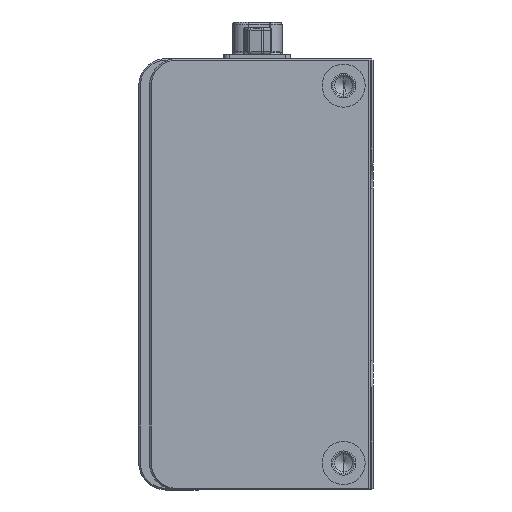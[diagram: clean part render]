
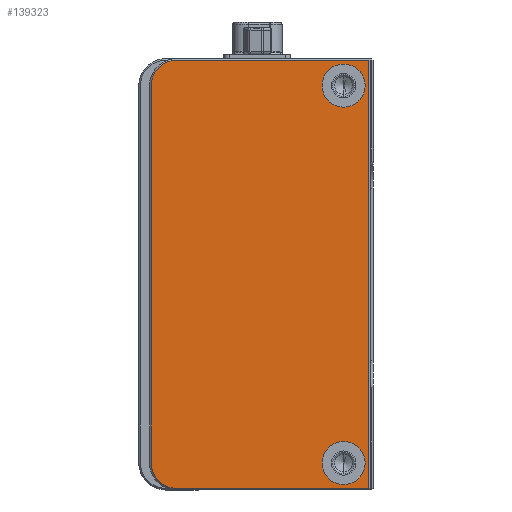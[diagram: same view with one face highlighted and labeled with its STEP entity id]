
A CAD part, left-side view. The second image highlights one B-rep face of the part: STEP entity #139323.
In plain terms, the highlighted planar face has unit normal (-1, 0, 0).
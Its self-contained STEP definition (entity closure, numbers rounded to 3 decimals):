
#23 = DIRECTION ( 'NONE',  ( 0., 0., -1. ) ) ;
#1608 = DIRECTION ( 'NONE',  ( -1., 0., 0. ) ) ;
#6777 = EDGE_LOOP ( 'NONE', ( #53948, #135668 ) ) ;
#8464 = VERTEX_POINT ( 'NONE', #49995 ) ;
#8709 = FACE_BOUND ( 'NONE', #65116, .T. ) ;
#11985 = CARTESIAN_POINT ( 'NONE',  ( 0., 0.8, -0.3 ) ) ;
#13963 = ORIENTED_EDGE ( 'NONE', *, *, #64530, .F. ) ;
#14624 = CIRCLE ( 'NONE', #64211, 4. ) ;
#16392 = ORIENTED_EDGE ( 'NONE', *, *, #63158, .T. ) ;
#19530 = CARTESIAN_POINT ( 'NONE',  ( 0., 5.5, -71. ) ) ;
#21208 = DIRECTION ( 'NONE',  ( 0., 0., 1. ) ) ;
#21493 = CARTESIAN_POINT ( 'NONE',  ( 0., 36.5, -75. ) ) ;
#24029 = CIRCLE ( 'NONE', #105300, 4.7 ) ;
#24536 = VERTEX_POINT ( 'NONE', #92009 ) ;
#24666 = DIRECTION ( 'NONE',  ( 0., 0., 1. ) ) ;
#24806 = VERTEX_POINT ( 'NONE', #109821 ) ;
#26555 = VERTEX_POINT ( 'NONE', #87841 ) ;
#27590 = VERTEX_POINT ( 'NONE', #133825 ) ;
#28255 = CIRCLE ( 'NONE', #32246, 4. ) ;
#31122 = DIRECTION ( 'NONE',  ( 0., 0., 1. ) ) ;
#32246 = AXIS2_PLACEMENT_3D ( 'NONE', #110204, #78058, #77119 ) ;
#33584 = EDGE_CURVE ( 'NONE', #130542, #136189, #72896, .T. ) ;
#35794 = ORIENTED_EDGE ( 'NONE', *, *, #95783, .F. ) ;
#36517 = ORIENTED_EDGE ( 'NONE', *, *, #67194, .T. ) ;
#39506 = CARTESIAN_POINT ( 'NONE',  ( 0., 0.5, -79.7 ) ) ;
#41134 = DIRECTION ( 'NONE',  ( 0., 0., 1. ) ) ;
#49995 = CARTESIAN_POINT ( 'NONE',  ( 0., 5.5, -1. ) ) ;
#52711 = VERTEX_POINT ( 'NONE', #133630 ) ;
#53948 = ORIENTED_EDGE ( 'NONE', *, *, #112009, .F. ) ;
#58483 = CIRCLE ( 'NONE', #100030, 4. ) ;
#59731 = EDGE_CURVE ( 'NONE', #52711, #128975, #98442, .T. ) ;
#60332 = VERTEX_POINT ( 'NONE', #19530 ) ;
#60366 = CIRCLE ( 'NONE', #105561, 4. ) ;
#63158 = EDGE_CURVE ( 'NONE', #136189, #27590, #138387, .T. ) ;
#63643 = CARTESIAN_POINT ( 'NONE',  ( 0., 5.5, -5. ) ) ;
#64211 = AXIS2_PLACEMENT_3D ( 'NONE', #66153, #1608, #68966 ) ;
#64530 = EDGE_CURVE ( 'NONE', #24806, #8464, #58483, .T. ) ;
#65116 = EDGE_LOOP ( 'NONE', ( #35794, #13963 ) ) ;
#66153 = CARTESIAN_POINT ( 'NONE',  ( 0., 5.5, -75. ) ) ;
#67194 = EDGE_CURVE ( 'NONE', #26555, #52711, #24029, .T. ) ;
#67327 = VECTOR ( 'NONE', #23, 1000. ) ;
#68923 = LINE ( 'NONE', #129366, #67327 ) ;
#68966 = DIRECTION ( 'NONE',  ( 0., 0., 1. ) ) ;
#69600 = FACE_OUTER_BOUND ( 'NONE', #100398, .T. ) ;
#72754 = CARTESIAN_POINT ( 'NONE',  ( 0., 36.5, -5. ) ) ;
#72896 = LINE ( 'NONE', #88431, #76272 ) ;
#73351 = DIRECTION ( 'NONE',  ( -1., 0., 0. ) ) ;
#73552 = DIRECTION ( 'NONE',  ( -1., 0., 0. ) ) ;
#73693 = DIRECTION ( 'NONE',  ( -1., 0., 0. ) ) ;
#74268 = DIRECTION ( 'NONE',  ( 0., 0., 1. ) ) ;
#74403 = ORIENTED_EDGE ( 'NONE', *, *, #84004, .T. ) ;
#76272 = VECTOR ( 'NONE', #88918, 1000. ) ;
#77119 = DIRECTION ( 'NONE',  ( 0., 0., 1. ) ) ;
#78058 = DIRECTION ( 'NONE',  ( -1., 0., 0. ) ) ;
#78163 = CARTESIAN_POINT ( 'NONE',  ( 0., 0.8, -79.7 ) ) ;
#79773 = ORIENTED_EDGE ( 'NONE', *, *, #33584, .T. ) ;
#84004 = EDGE_CURVE ( 'NONE', #128975, #130542, #90205, .T. ) ;
#84213 = CARTESIAN_POINT ( 'NONE',  ( 0., 5.5, -5. ) ) ;
#87841 = CARTESIAN_POINT ( 'NONE',  ( 0., 41.2, -75. ) ) ;
#88431 = CARTESIAN_POINT ( 'NONE',  ( 0., 36.5, -0.3 ) ) ;
#88771 = CARTESIAN_POINT ( 'NONE',  ( 0., 0.8, 0. ) ) ;
#88918 = DIRECTION ( 'NONE',  ( 0., 1., 0. ) ) ;
#89434 = EDGE_CURVE ( 'NONE', #24536, #60332, #14624, .T. ) ;
#90041 = VECTOR ( 'NONE', #125486, 1000. ) ;
#90205 = LINE ( 'NONE', #88771, #118945 ) ;
#91418 = EDGE_CURVE ( 'NONE', #27590, #26555, #68923, .T. ) ;
#92009 = CARTESIAN_POINT ( 'NONE',  ( 0., 5.5, -79. ) ) ;
#94191 = AXIS2_PLACEMENT_3D ( 'NONE', #98515, #119796, #21208 ) ;
#95783 = EDGE_CURVE ( 'NONE', #8464, #24806, #60366, .T. ) ;
#96947 = DIRECTION ( 'NONE',  ( 0., 0., 1. ) ) ;
#97406 = DIRECTION ( 'NONE',  ( -1., 0., 0. ) ) ;
#98442 = LINE ( 'NONE', #39506, #90041 ) ;
#98515 = CARTESIAN_POINT ( 'NONE',  ( 0., 21., -40. ) ) ;
#100030 = AXIS2_PLACEMENT_3D ( 'NONE', #84213, #73351, #74268 ) ;
#100398 = EDGE_LOOP ( 'NONE', ( #119949, #74403, #79773, #16392, #118808, #36517 ) ) ;
#105300 = AXIS2_PLACEMENT_3D ( 'NONE', #21493, #97406, #96947 ) ;
#105561 = AXIS2_PLACEMENT_3D ( 'NONE', #63643, #73552, #31122 ) ;
#106581 = PLANE ( 'NONE',  #94191 ) ;
#107030 = AXIS2_PLACEMENT_3D ( 'NONE', #72754, #73693, #41134 ) ;
#109821 = CARTESIAN_POINT ( 'NONE',  ( 0., 5.5, -9. ) ) ;
#110204 = CARTESIAN_POINT ( 'NONE',  ( 0., 5.5, -75. ) ) ;
#112009 = EDGE_CURVE ( 'NONE', #60332, #24536, #28255, .T. ) ;
#118808 = ORIENTED_EDGE ( 'NONE', *, *, #91418, .T. ) ;
#118945 = VECTOR ( 'NONE', #24666, 1000. ) ;
#119796 = DIRECTION ( 'NONE',  ( -1., 0., 0. ) ) ;
#119949 = ORIENTED_EDGE ( 'NONE', *, *, #59731, .T. ) ;
#125486 = DIRECTION ( 'NONE',  ( 0., -1., 0. ) ) ;
#128550 = FACE_BOUND ( 'NONE', #6777, .T. ) ;
#128975 = VERTEX_POINT ( 'NONE', #78163 ) ;
#129366 = CARTESIAN_POINT ( 'NONE',  ( 0., 41.2, -75. ) ) ;
#130542 = VERTEX_POINT ( 'NONE', #11985 ) ;
#131071 = CARTESIAN_POINT ( 'NONE',  ( 0., 36.5, -0.3 ) ) ;
#133630 = CARTESIAN_POINT ( 'NONE',  ( 0., 36.5, -79.7 ) ) ;
#133825 = CARTESIAN_POINT ( 'NONE',  ( 0., 41.2, -5. ) ) ;
#135668 = ORIENTED_EDGE ( 'NONE', *, *, #89434, .F. ) ;
#136189 = VERTEX_POINT ( 'NONE', #131071 ) ;
#138387 = CIRCLE ( 'NONE', #107030, 4.7 ) ;
#139323 = ADVANCED_FACE ( 'NONE', ( #69600, #128550, #8709 ), #106581, .T. ) ;
